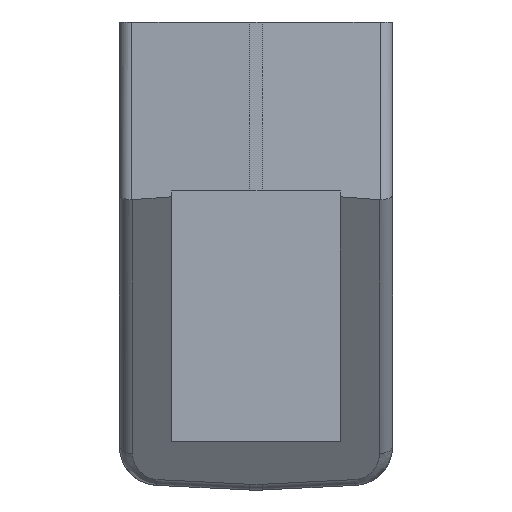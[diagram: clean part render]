
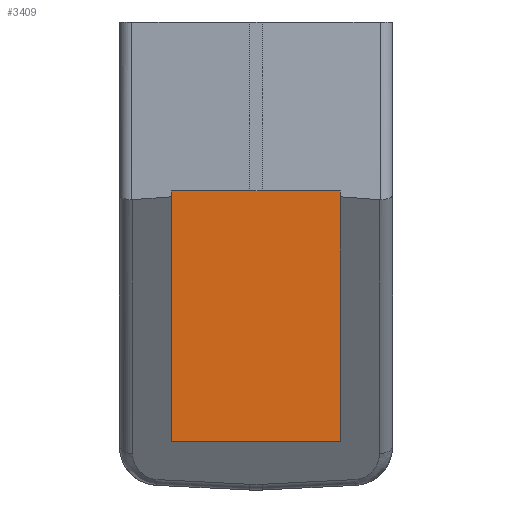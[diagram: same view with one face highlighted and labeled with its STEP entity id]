
A CAD part, left-side view. The second image highlights one B-rep face of the part: STEP entity #3409.
In plain terms, the highlighted planar face has unit normal (-1, 0, 0).
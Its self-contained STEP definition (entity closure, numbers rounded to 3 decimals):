
#589=DIRECTION('',(0.,1.,0.));
#590=VECTOR('',#589,13.);
#591=CARTESIAN_POINT('',(-40.5,-6.5,-32.29));
#592=LINE('',#591,#590);
#778=DIRECTION('',(0.,0.,-1.));
#779=VECTOR('',#778,19.29);
#780=CARTESIAN_POINT('',(-40.5,-6.5,-13.));
#781=LINE('',#780,#779);
#1367=DIRECTION('',(0.,0.,-1.));
#1368=VECTOR('',#1367,19.29);
#1369=CARTESIAN_POINT('',(-40.5,6.5,-13.));
#1370=LINE('',#1369,#1368);
#1531=DIRECTION('',(0.,-1.,0.));
#1532=VECTOR('',#1531,13.);
#1533=CARTESIAN_POINT('',(-40.5,6.5,-13.));
#1534=LINE('',#1533,#1532);
#2013=CARTESIAN_POINT('',(-40.5,6.5,-13.));
#2014=CARTESIAN_POINT('',(-40.5,-6.5,-13.));
#2015=VERTEX_POINT('',#2013);
#2016=VERTEX_POINT('',#2014);
#2021=CARTESIAN_POINT('',(-40.5,-6.5,-32.29));
#2022=CARTESIAN_POINT('',(-40.5,6.5,-32.29));
#2023=VERTEX_POINT('',#2021);
#2024=VERTEX_POINT('',#2022);
#3398=CARTESIAN_POINT('',(-40.5,6.5,-13.));
#3399=DIRECTION('',(1.,0.,0.));
#3400=DIRECTION('',(0.,0.,-1.));
#3401=AXIS2_PLACEMENT_3D('',#3398,#3399,#3400);
#3402=PLANE('',#3401);
#3403=ORIENTED_EDGE('',*,*,#2554,.T.);
#3404=ORIENTED_EDGE('',*,*,#3207,.F.);
#3405=ORIENTED_EDGE('',*,*,#2628,.T.);
#3406=ORIENTED_EDGE('',*,*,#2693,.T.);
#3407=EDGE_LOOP('',(#3403,#3404,#3405,#3406));
#3408=FACE_OUTER_BOUND('',#3407,.F.);
#2554=EDGE_CURVE('',#2023,#2024,#592,.T.);
#2628=EDGE_CURVE('',#2015,#2016,#1534,.T.);
#2693=EDGE_CURVE('',#2016,#2023,#781,.T.);
#3207=EDGE_CURVE('',#2015,#2024,#1370,.T.);
#3409=ADVANCED_FACE('',(#3408),#3402,.F.);
